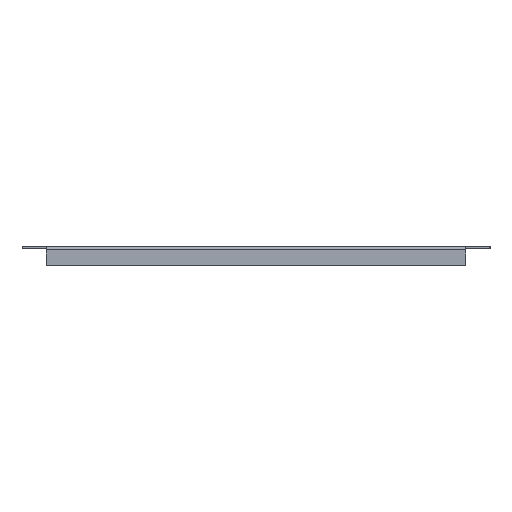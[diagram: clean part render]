
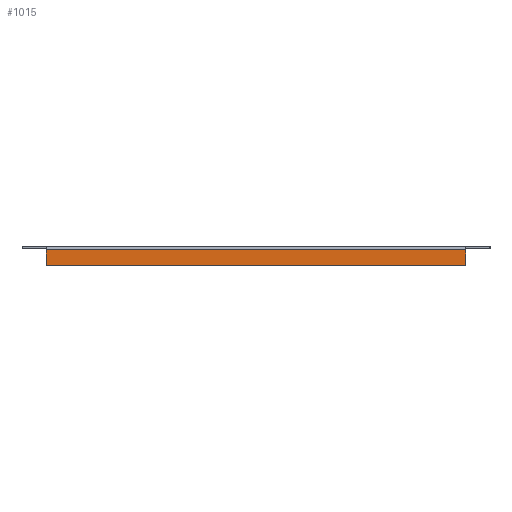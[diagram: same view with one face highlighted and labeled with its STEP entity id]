
A CAD part, front view. The second image highlights one B-rep face of the part: STEP entity #1015.
In plain terms, the highlighted planar face has unit normal (0, -1, 0).
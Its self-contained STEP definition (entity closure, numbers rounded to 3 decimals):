
#13 = CARTESIAN_POINT ( 'NONE',  ( 0., -137.5, -3.5 ) ) ;
#30 = ORIENTED_EDGE ( 'NONE', *, *, #699, .F. ) ;
#48 = EDGE_LOOP ( 'NONE', ( #30, #1585, #1225, #562 ) ) ;
#62 = LINE ( 'NONE', #576, #1676 ) ;
#97 = CARTESIAN_POINT ( 'NONE',  ( 26., -137.5, -20. ) ) ;
#135 = DIRECTION ( 'NONE',  ( -1., 0., 0. ) ) ;
#189 = PLANE ( 'NONE',  #794 ) ;
#256 = LINE ( 'NONE', #1141, #1649 ) ;
#291 = DIRECTION ( 'NONE',  ( 0., -1., 0. ) ) ;
#346 = EDGE_CURVE ( 'NONE', #765, #802, #256, .T. ) ;
#381 = CARTESIAN_POINT ( 'NONE',  ( 26., -137.5, -2.5 ) ) ;
#562 = ORIENTED_EDGE ( 'NONE', *, *, #346, .F. ) ;
#568 = DIRECTION ( 'NONE',  ( 0., 0., -1. ) ) ;
#576 = CARTESIAN_POINT ( 'NONE',  ( 471.5, -137.5, -20. ) ) ;
#699 = EDGE_CURVE ( 'NONE', #972, #765, #62, .T. ) ;
#708 = CARTESIAN_POINT ( 'NONE',  ( 0., -137.5, 0. ) ) ;
#747 = VECTOR ( 'NONE', #909, 1000. ) ;
#751 = CARTESIAN_POINT ( 'NONE',  ( 471.5, -137.5, -20. ) ) ;
#765 = VERTEX_POINT ( 'NONE', #751 ) ;
#794 = AXIS2_PLACEMENT_3D ( 'NONE', #708, #291, #1632 ) ;
#802 = VERTEX_POINT ( 'NONE', #97 ) ;
#818 = CARTESIAN_POINT ( 'NONE',  ( 471.5, -137.5, -3.5 ) ) ;
#820 = VECTOR ( 'NONE', #135, 1000. ) ;
#909 = DIRECTION ( 'NONE',  ( 0., 0., 1. ) ) ;
#914 = LINE ( 'NONE', #13, #820 ) ;
#946 = VERTEX_POINT ( 'NONE', #977 ) ;
#962 = FACE_OUTER_BOUND ( 'NONE', #48, .T. ) ;
#972 = VERTEX_POINT ( 'NONE', #818 ) ;
#977 = CARTESIAN_POINT ( 'NONE',  ( 26., -137.5, -3.5 ) ) ;
#1015 = ADVANCED_FACE ( 'NONE', ( #962 ), #189, .T. ) ;
#1141 = CARTESIAN_POINT ( 'NONE',  ( 26., -137.5, -20. ) ) ;
#1147 = DIRECTION ( 'NONE',  ( -1., 0., 0. ) ) ;
#1178 = EDGE_CURVE ( 'NONE', #972, #946, #914, .T. ) ;
#1225 = ORIENTED_EDGE ( 'NONE', *, *, #1614, .F. ) ;
#1562 = LINE ( 'NONE', #381, #747 ) ;
#1585 = ORIENTED_EDGE ( 'NONE', *, *, #1178, .T. ) ;
#1614 = EDGE_CURVE ( 'NONE', #802, #946, #1562, .T. ) ;
#1632 = DIRECTION ( 'NONE',  ( 0., 0., -1. ) ) ;
#1649 = VECTOR ( 'NONE', #1147, 1000. ) ;
#1676 = VECTOR ( 'NONE', #568, 1000. ) ;
